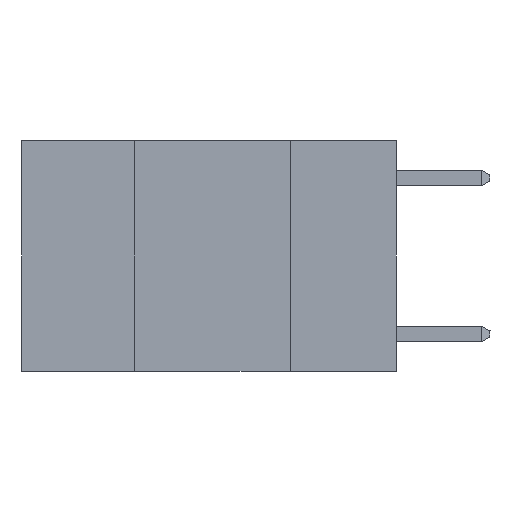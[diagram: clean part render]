
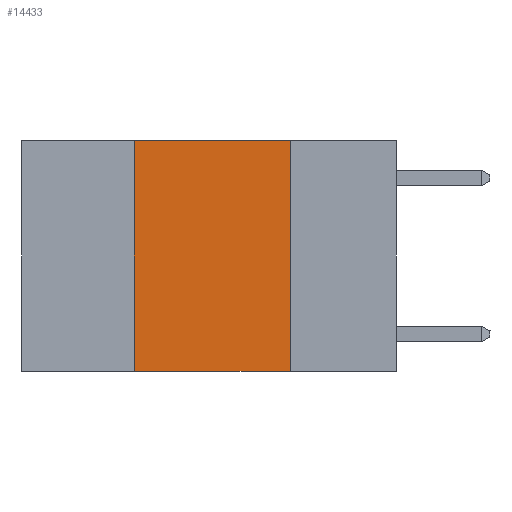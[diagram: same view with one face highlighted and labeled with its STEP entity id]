
A CAD part, left-side view. The second image highlights one B-rep face of the part: STEP entity #14433.
In plain terms, the highlighted planar face has unit normal (-1, 0, 0).
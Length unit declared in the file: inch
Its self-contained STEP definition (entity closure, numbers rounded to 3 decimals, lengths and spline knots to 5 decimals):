
#386 = EDGE_CURVE ( 'NONE', #3910, #5801, #13412, .T. ) ;
#745 = CARTESIAN_POINT ( 'NONE',  ( 0., 0.17, 0. ) ) ;
#931 = ORIENTED_EDGE ( 'NONE', *, *, #1616, .F. ) ;
#1323 = CARTESIAN_POINT ( 'NONE',  ( 0., 0.42, -0.37 ) ) ;
#1407 = VERTEX_POINT ( 'NONE', #15239 ) ;
#1616 = EDGE_CURVE ( 'NONE', #15196, #1407, #15444, .T. ) ;
#1649 = DIRECTION ( 'NONE',  ( 1., 0., 0. ) ) ;
#2070 = AXIS2_PLACEMENT_3D ( 'NONE', #12530, #1649, #11272 ) ;
#2518 = VECTOR ( 'NONE', #4324, 39.37008 ) ;
#2920 = LINE ( 'NONE', #6338, #9402 ) ;
#3910 = VERTEX_POINT ( 'NONE', #1323 ) ;
#4101 = ORIENTED_EDGE ( 'NONE', *, *, #5895, .F. ) ;
#4324 = DIRECTION ( 'NONE',  ( 0., -1., 0. ) ) ;
#4545 = ORIENTED_EDGE ( 'NONE', *, *, #10180, .F. ) ;
#4768 = FACE_OUTER_BOUND ( 'NONE', #12870, .T. ) ;
#5694 = CARTESIAN_POINT ( 'NONE',  ( 0., 0.42, 0. ) ) ;
#5801 = VERTEX_POINT ( 'NONE', #15302 ) ;
#5895 = EDGE_CURVE ( 'NONE', #1407, #5801, #14975, .T. ) ;
#6338 = CARTESIAN_POINT ( 'NONE',  ( 0., 0.42, 0. ) ) ;
#7818 = VECTOR ( 'NONE', #10316, 39.37008 ) ;
#8186 = ORIENTED_EDGE ( 'NONE', *, *, #386, .T. ) ;
#8882 = CARTESIAN_POINT ( 'NONE',  ( 0., 0.6, 0. ) ) ;
#9402 = VECTOR ( 'NONE', #14457, 39.37008 ) ;
#10180 = EDGE_CURVE ( 'NONE', #3910, #15196, #2920, .T. ) ;
#10316 = DIRECTION ( 'NONE',  ( 0., 0., -1. ) ) ;
#11272 = DIRECTION ( 'NONE',  ( 0., 0., -1. ) ) ;
#11573 = VECTOR ( 'NONE', #12939, 39.37008 ) ;
#12530 = CARTESIAN_POINT ( 'NONE',  ( 0., 0.6, 0. ) ) ;
#12870 = EDGE_LOOP ( 'NONE', ( #4101, #931, #4545, #8186 ) ) ;
#12939 = DIRECTION ( 'NONE',  ( 0., -1., 0. ) ) ;
#13412 = LINE ( 'NONE', #13804, #2518 ) ;
#13804 = CARTESIAN_POINT ( 'NONE',  ( 0., 0.6, -0.37 ) ) ;
#13868 = PLANE ( 'NONE',  #2070 ) ;
#14433 = ADVANCED_FACE ( 'NONE', ( #4768 ), #13868, .F. ) ;
#14457 = DIRECTION ( 'NONE',  ( 0., 0., 1. ) ) ;
#14975 = LINE ( 'NONE', #745, #7818 ) ;
#15196 = VERTEX_POINT ( 'NONE', #5694 ) ;
#15239 = CARTESIAN_POINT ( 'NONE',  ( 0., 0.17, 0. ) ) ;
#15302 = CARTESIAN_POINT ( 'NONE',  ( 0., 0.17, -0.37 ) ) ;
#15444 = LINE ( 'NONE', #8882, #11573 ) ;
